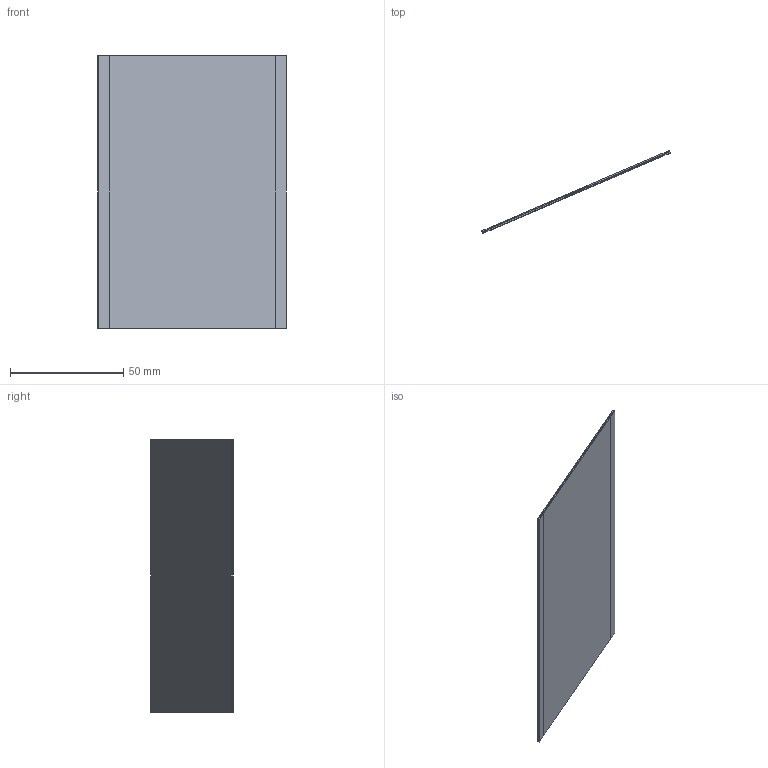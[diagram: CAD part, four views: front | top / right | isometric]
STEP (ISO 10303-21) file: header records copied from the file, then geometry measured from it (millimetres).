
FILE_DESCRIPTION (( 'STEP AP214' ), '1' );
FILE_NAME ('6277294.stp', '2016-05-24T11:01:19', ( '' ), ( '' ), 'SwSTEP 2.0', 'SolidWorks 2014', '' );
FILE_SCHEMA (( 'AUTOMOTIVE_DESIGN' ));
Length unit declared in the file: millimetre
Products named in the file (2): 6277294; 010439T1_f〉 GEK-S... T=90SM-FLAT-PATTERN
Assembly tree (2 placements, depth 2):
  6277294
    010439T1_f〉 GEK-S... T=90SM-FLAT-PATTERN  x2
Bounding box: 83.1 x 36.47 x 120 mm (x, y, z)
Volume: 10793.5 mm3; surface area: 43594 mm2
Topology: 2 solids, 2 shells, 28 faces, 56 edges, 32 vertices
Faces by surface type: plane 28
Entity records: 422 total; most frequent: DIRECTION 66, CARTESIAN_POINT 63, ORIENTED_EDGE 56, EDGE_CURVE 28, LINE 28, VECTOR 28, AXIS2_PLACEMENT_3D 19, VERTEX_POINT 16
